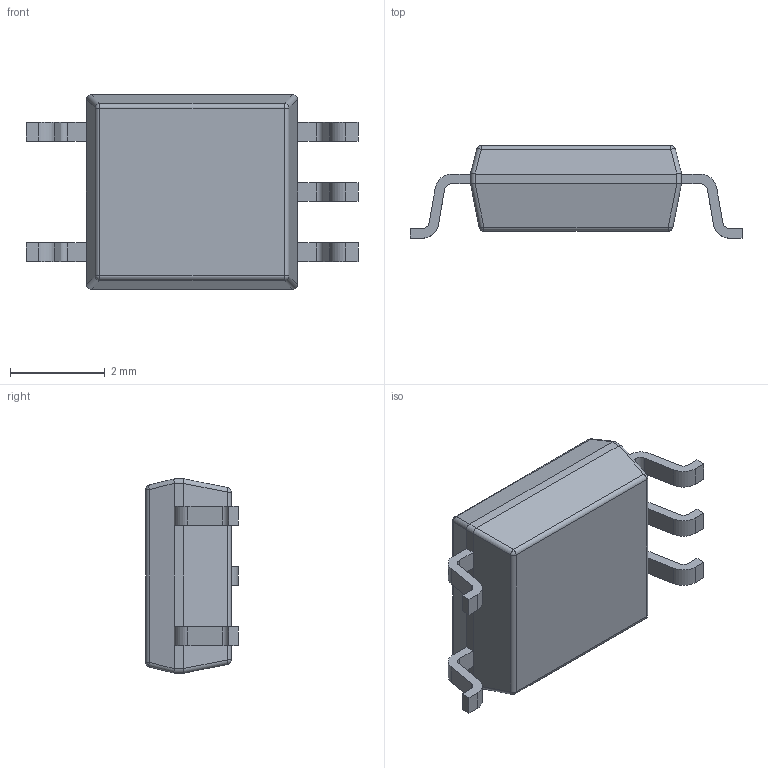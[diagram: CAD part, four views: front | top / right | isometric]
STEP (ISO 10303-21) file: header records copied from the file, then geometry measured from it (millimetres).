
FILE_DESCRIPTION(/* description */ (''),/* implementation_level */ '2;1');
FILE_NAME(/* name */ 'fodm611.stp',/* time_stamp */ '2018-06-18T10:51:03+02:00',/* author */ ('grego'),/* organization */ (''),/* preprocessor_version */ 'ST-DEVELOPER v17',/* originating_system */ 'Autodesk Inventor 2018',/* authorisation */ '');
FILE_SCHEMA (('AUTOMOTIVE_DESIGN { 1 0 10303 214 3 1 1 }'));
Length unit declared in the file: millimetre
Products named in the file (3): Assembly1; Leg; Body
Assembly tree (6 placements, depth 2):
  Assembly1
    Leg  x5
    Body
Bounding box: 7 x 1.95 x 4.1 mm (x, y, z)
Volume: 31.2 mm3; surface area: 73.3 mm2
Topology: 6 solids, 6 shells, 112 faces, 276 edges, 176 vertices
Faces by surface type: plane 64, cylinder 40, sphere 8
Entity records: 1744 total; most frequent: DIRECTION 320, CARTESIAN_POINT 278, ORIENTED_EDGE 264, EDGE_CURVE 132, AXIS2_PLACEMENT_3D 122, VERTEX_POINT 80, LINE 76, VECTOR 76
